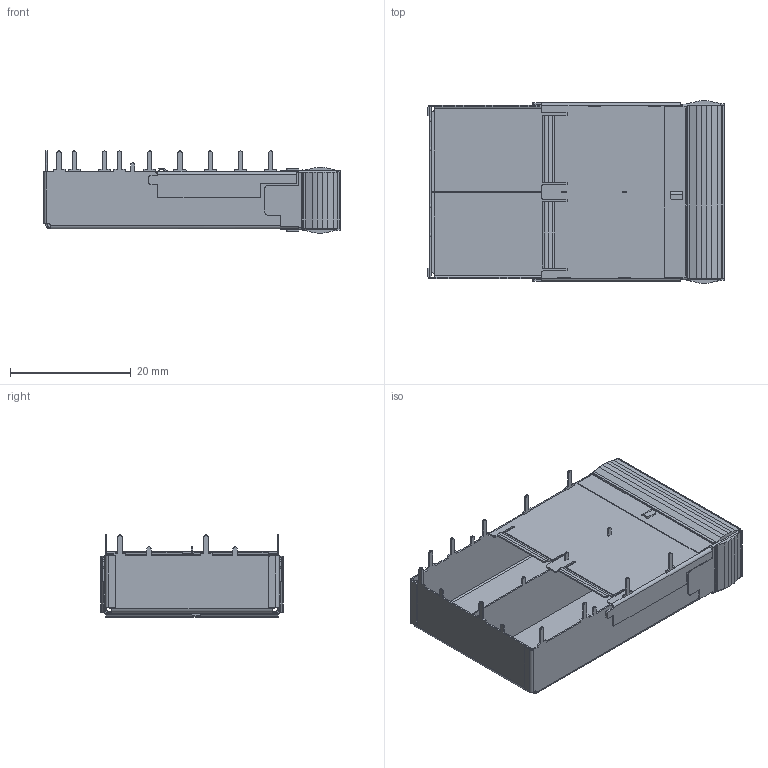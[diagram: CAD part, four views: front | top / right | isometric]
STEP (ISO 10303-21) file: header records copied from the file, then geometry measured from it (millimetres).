
FILE_DESCRIPTION((''),'2;1');
FILE_NAME('747540220','2015-09-15T',('me'),(''),'PRO/ENGINEER BY PARAMETRIC TECHNOLOGY CORPORATION, 2012230','PRO/ENGINEER BY PARAMETRIC TECHNOLOGY CORPORATION, 2012230','');
FILE_SCHEMA(('CONFIG_CONTROL_DESIGN'));
Length unit declared in the file: millimetre
Products named in the file (1): 747540220
Bounding box: 49.03 x 30.15 x 13.58 mm (x, y, z)
Volume: 1325 mm3; surface area: 8247.4 mm2
Topology: 1 solids, 1 shells, 407 faces, 1265 edges, 858 vertices
Faces by surface type: plane 282, cylinder 125
Entity records: 14155 total; most frequent: CARTESIAN_POINT 2590, ORIENTED_EDGE 2454, DIRECTION 2361, EDGE_CURVE 1227, VECTOR 935, LINE 935, VERTEX_POINT 820, AXIS2_PLACEMENT_3D 713
